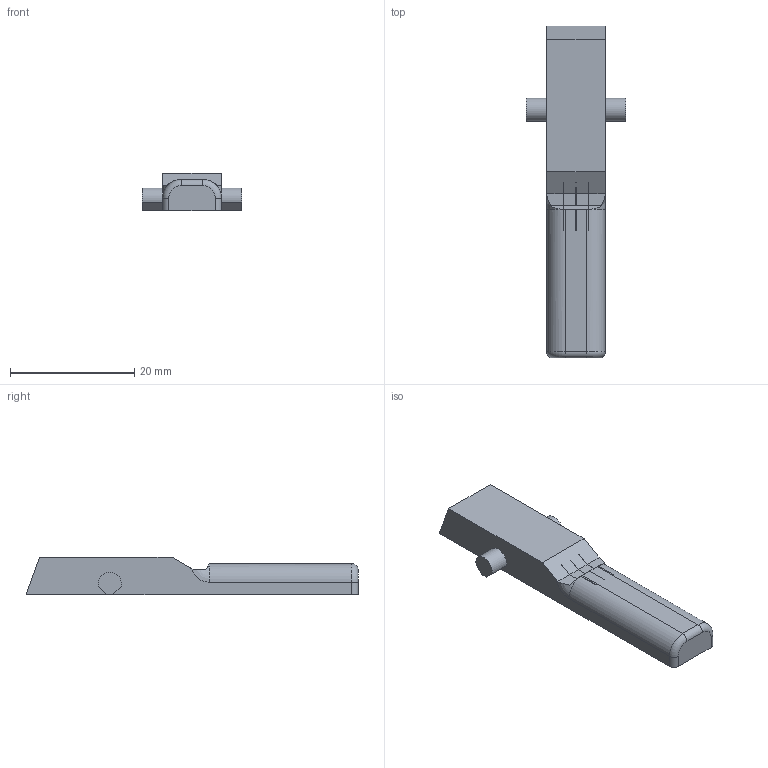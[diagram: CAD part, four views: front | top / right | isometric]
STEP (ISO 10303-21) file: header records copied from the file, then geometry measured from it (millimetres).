
FILE_DESCRIPTION(/* description */ (''),/* implementation_level */ '2;1');
FILE_NAME(/* name */ '76 Mag Release v20.step',/* time_stamp */ '2023-02-26T15:54:34-08:00',/* author */ (''),/* organization */ (''),/* preprocessor_version */ 'ST-DEVELOPER v19.2',/* originating_system */ 'Autodesk Translation Framework v11.17.0.187',/* authorisation */ '');
FILE_SCHEMA (('AUTOMOTIVE_DESIGN { 1 0 10303 214 3 1 1 }'));
Length unit declared in the file: millimetre
Products named in the file (1): 76 Mag Release
Bounding box: 16 x 53.5 x 6 mm (x, y, z)
Volume: 2582.3 mm3; surface area: 1976.3 mm2
Topology: 1 solids, 1 shells, 66 faces, 202 edges, 132 vertices
Faces by surface type: plane 41, cylinder 13, bspline 10, torus 2
Entity records: 2663 total; most frequent: CARTESIAN_POINT 839, ORIENTED_EDGE 402, DIRECTION 347, EDGE_CURVE 201, LINE 137, VECTOR 137, VERTEX_POINT 132, AXIS2_PLACEMENT_3D 105
